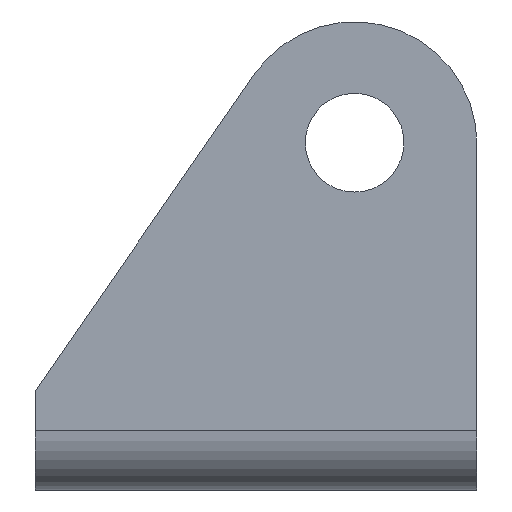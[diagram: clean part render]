
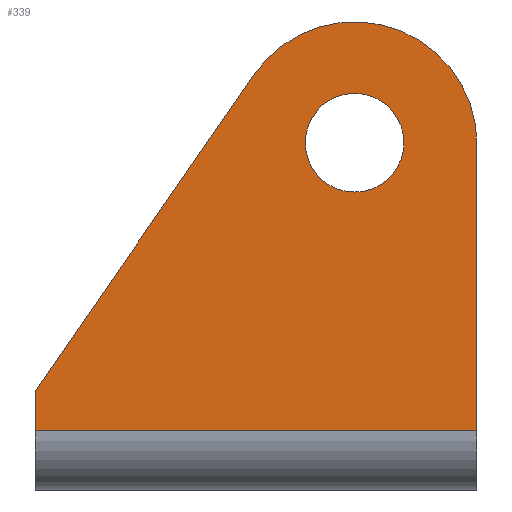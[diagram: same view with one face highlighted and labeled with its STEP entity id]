
A CAD part, left-side view. The second image highlights one B-rep face of the part: STEP entity #339.
In plain terms, the highlighted planar face has unit normal (-1, 0, 0).
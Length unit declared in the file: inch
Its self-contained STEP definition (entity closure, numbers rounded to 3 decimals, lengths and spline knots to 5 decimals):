
#199=CARTESIAN_POINT('',(-0.56767,-0.09422,0.755));
#200=VERTEX_POINT('',#199);
#209=CARTESIAN_POINT('',(-0.56767,-0.09422,1.005));
#210=VERTEX_POINT('',#209);
#211=CARTESIAN_POINT('',(-0.56767,-0.09422,0.88));
#212=DIRECTION('',(1.0,0.0,0.0));
#213=DIRECTION('',(0.0,0.0,-1.0));
#214=AXIS2_PLACEMENT_3D('',#211,#212,#213);
#215=CIRCLE('',#214,0.125);
#216=EDGE_CURVE('',#210,#200,#215,.T.);
#254=CARTESIAN_POINT('',(-0.56767,0.16075,1.05265));
#255=VERTEX_POINT('',#254);
#256=CARTESIAN_POINT('',(-0.56767,-0.40422,0.87633));
#257=VERTEX_POINT('',#256);
#258=CARTESIAN_POINT('',(-0.56767,-0.09422,0.87633));
#259=DIRECTION('',(1.0,0.,0.));
#260=DIRECTION('',(0.,0.823,0.569));
#261=AXIS2_PLACEMENT_3D('',#258,#259,#260);
#262=CIRCLE('',#261,0.31);
#263=EDGE_CURVE('',#255,#257,#262,.T.);
#291=CARTESIAN_POINT('',(-0.56767,0.15578,0.655));
#292=DIRECTION('',(1.0,0.0,0.0));
#293=DIRECTION('',(0.0,0.0,-1.0));
#294=AXIS2_PLACEMENT_3D('',#291,#292,#293);
#295=PLANE('',#294);
#296=ORIENTED_EDGE('',*,*,#263,.F.);
#297=CARTESIAN_POINT('',(-0.56767,0.71578,0.25));
#298=VERTEX_POINT('',#297);
#299=CARTESIAN_POINT('',(-0.56767,0.71578,0.25));
#300=DIRECTION('',(0.0,-0.569,0.823));
#301=VECTOR('',#300,0.97586);
#302=LINE('',#299,#301);
#303=EDGE_CURVE('',#298,#255,#302,.T.);
#304=ORIENTED_EDGE('',*,*,#303,.F.);
#305=CARTESIAN_POINT('',(-0.56767,0.71578,0.15));
#306=VERTEX_POINT('',#305);
#307=CARTESIAN_POINT('',(-0.56767,0.71578,0.15));
#308=DIRECTION('',(0.0,0.0,1.0));
#309=VECTOR('',#308,0.1);
#310=LINE('',#307,#309);
#311=EDGE_CURVE('',#306,#298,#310,.T.);
#312=ORIENTED_EDGE('',*,*,#311,.F.);
#313=CARTESIAN_POINT('',(-0.56767,-0.40422,0.15));
#314=VERTEX_POINT('',#313);
#315=CARTESIAN_POINT('',(-0.56767,0.71578,0.15));
#316=DIRECTION('',(0.0,-1.0,0.0));
#317=VECTOR('',#316,1.12);
#318=LINE('',#315,#317);
#319=EDGE_CURVE('',#306,#314,#318,.T.);
#320=ORIENTED_EDGE('',*,*,#319,.T.);
#321=CARTESIAN_POINT('',(-0.56767,-0.40422,0.87633));
#322=DIRECTION('',(0.0,0.0,-1.0));
#323=VECTOR('',#322,0.72633);
#324=LINE('',#321,#323);
#325=EDGE_CURVE('',#257,#314,#324,.T.);
#326=ORIENTED_EDGE('',*,*,#325,.F.);
#327=EDGE_LOOP('',(#296,#304,#312,#320,#326));
#328=FACE_OUTER_BOUND('',#327,.T.);
#329=ORIENTED_EDGE('',*,*,#216,.T.);
#330=CARTESIAN_POINT('',(-0.56767,-0.09422,0.88));
#331=DIRECTION('',(1.0,0.0,0.0));
#332=DIRECTION('',(0.0,0.0,-1.0));
#333=AXIS2_PLACEMENT_3D('',#330,#331,#332);
#334=CIRCLE('',#333,0.125);
#335=EDGE_CURVE('',#200,#210,#334,.T.);
#336=ORIENTED_EDGE('',*,*,#335,.T.);
#337=EDGE_LOOP('',(#329,#336));
#338=FACE_BOUND('',#337,.T.);
#339=ADVANCED_FACE('',(#328,#338),#295,.F.);
